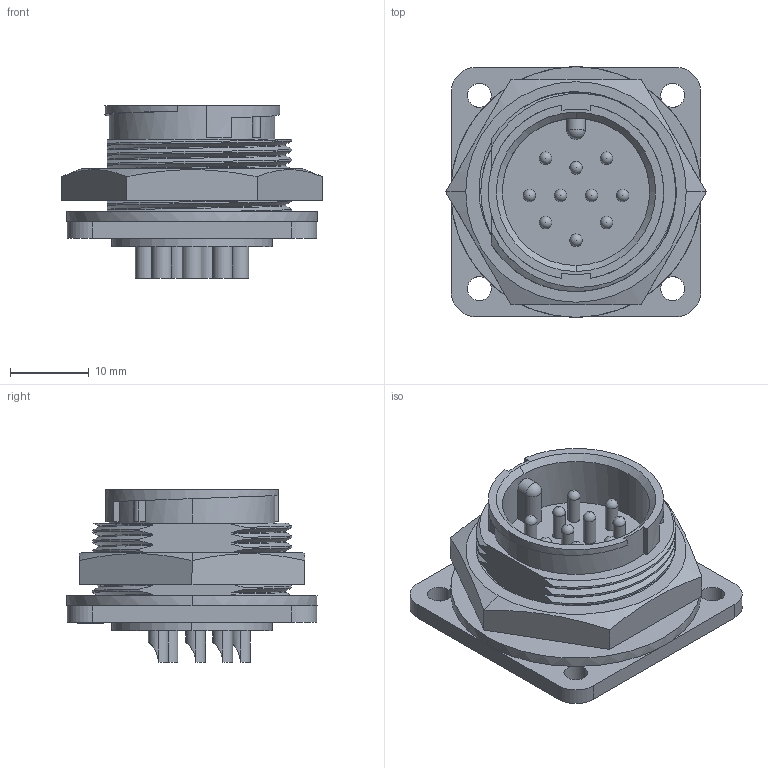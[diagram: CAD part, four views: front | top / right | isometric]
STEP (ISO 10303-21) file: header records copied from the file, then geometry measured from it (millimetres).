
FILE_DESCRIPTION (( 'STEP AP203' ), '1' );
FILE_NAME ('14382-10PG-300.STEP', '2014-08-01T14:49:06', ( '' ), ( '' ), 'SwSTEP 2.0', 'SolidWorks 2014', '' );
FILE_SCHEMA (( 'CONFIG_CONTROL_DESIGN' ));
Length unit declared in the file: millimetre
Products named in the file (1): 14382-10PG-300
Bounding box: 33 x 31.75 x 21.92 mm (x, y, z)
Volume: 8217 mm3; surface area: 6218.3 mm2
Topology: 2 solids, 2 shells, 251 faces, 645 edges, 412 vertices
Faces by surface type: cylinder 106, plane 101, bspline 29, sphere 11, cone 4
Entity records: 16144 total; most frequent: CARTESIAN_POINT 10377, ORIENTED_EDGE 1246, DIRECTION 1098, EDGE_CURVE 623, VERTEX_POINT 401, AXIS2_PLACEMENT_3D 394, VECTOR 310, LINE 310
